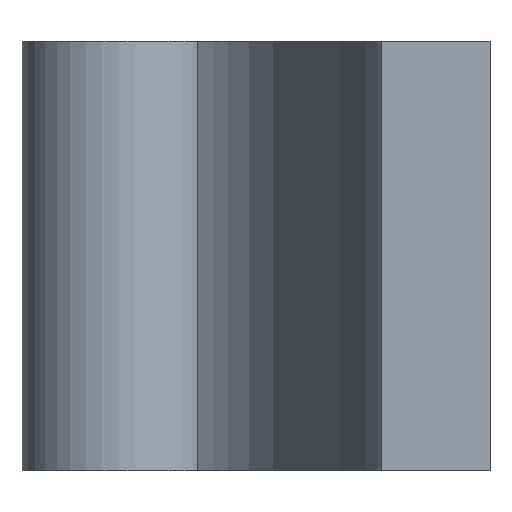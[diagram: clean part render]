
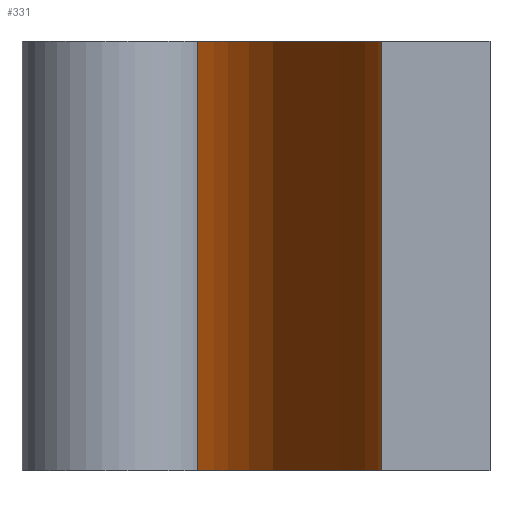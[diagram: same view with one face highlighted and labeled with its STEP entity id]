
A CAD part, left-side view. The second image highlights one B-rep face of the part: STEP entity #331.
In plain terms, the highlighted free-form (B-spline) face has degree [3, 1] with [9, 2] control points.
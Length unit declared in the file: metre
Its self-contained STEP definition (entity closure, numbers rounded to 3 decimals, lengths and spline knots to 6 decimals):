
#11=B_SPLINE_SURFACE_WITH_KNOTS('',3,1,((#640,#641),(#642,#643),(#644,#645),
(#646,#647),(#648,#649),(#650,#651),(#652,#653),(#654,#655),(#656,#657)),
 .SURF_OF_LINEAR_EXTRUSION.,.F.,.F.,.F.,(4,1,1,1,1,1,4),(2,2),(0.,0.25,
0.375,0.5,0.625,0.75,1.),(0.,1.),.UNSPECIFIED.);
#15=B_SPLINE_CURVE_WITH_KNOTS('',3,(#658,#659,#660,#661,#662),
 .UNSPECIFIED.,.F.,.F.,(4,1,4),(0.,0.537602,1.),.UNSPECIFIED.);
#16=B_SPLINE_CURVE_WITH_KNOTS('',3,(#667,#668,#669,#670,#671),
 .UNSPECIFIED.,.F.,.F.,(4,1,4),(0.,0.537602,1.),.UNSPECIFIED.);
#31=LINE('',#665,#51);
#32=LINE('',#673,#52);
#51=VECTOR('',#482,1.);
#52=VECTOR('',#483,1.);
#132=ORIENTED_EDGE('',*,*,#181,.F.);
#133=ORIENTED_EDGE('',*,*,#182,.F.);
#134=ORIENTED_EDGE('',*,*,#183,.T.);
#135=ORIENTED_EDGE('',*,*,#184,.T.);
#181=EDGE_CURVE('',#214,#215,#15,.T.);
#182=EDGE_CURVE('',#216,#214,#31,.T.);
#183=EDGE_CURVE('',#216,#217,#16,.T.);
#184=EDGE_CURVE('',#217,#215,#32,.T.);
#214=VERTEX_POINT('',#663);
#215=VERTEX_POINT('',#664);
#216=VERTEX_POINT('',#666);
#217=VERTEX_POINT('',#672);
#265=EDGE_LOOP('',(#132,#133,#134,#135));
#303=FACE_BOUND('',#265,.T.);
#331=ADVANCED_FACE('',(#303),#11,.T.);
#482=DIRECTION('',(0.,0.,-1.));
#483=DIRECTION('',(0.,0.,-1.));
#640=CARTESIAN_POINT('',(-0.04288,0.018061,0.02));
#641=CARTESIAN_POINT('',(-0.04288,0.018061,0.));
#642=CARTESIAN_POINT('',(-0.040396,0.017546,0.02));
#643=CARTESIAN_POINT('',(-0.040396,0.017546,0.));
#644=CARTESIAN_POINT('',(-0.037217,0.017858,0.02));
#645=CARTESIAN_POINT('',(-0.037217,0.017858,0.));
#646=CARTESIAN_POINT('',(-0.033638,0.019283,0.02));
#647=CARTESIAN_POINT('',(-0.033638,0.019283,0.));
#648=CARTESIAN_POINT('',(-0.031181,0.020582,0.02));
#649=CARTESIAN_POINT('',(-0.031181,0.020582,0.));
#650=CARTESIAN_POINT('',(-0.028823,0.021765,0.02));
#651=CARTESIAN_POINT('',(-0.028823,0.021765,0.));
#652=CARTESIAN_POINT('',(-0.025857,0.023347,0.02));
#653=CARTESIAN_POINT('',(-0.025857,0.023347,0.));
#654=CARTESIAN_POINT('',(-0.023979,0.024994,0.02));
#655=CARTESIAN_POINT('',(-0.023979,0.024994,0.));
#656=CARTESIAN_POINT('',(-0.022994,0.02665,0.02));
#657=CARTESIAN_POINT('',(-0.022994,0.02665,0.));
#658=CARTESIAN_POINT('',(-0.04288,0.018061,0.));
#659=CARTESIAN_POINT('',(-0.037538,0.016954,0.));
#660=CARTESIAN_POINT('',(-0.030735,0.021106,0.));
#661=CARTESIAN_POINT('',(-0.024816,0.023586,0.));
#662=CARTESIAN_POINT('',(-0.022994,0.02665,0.));
#663=CARTESIAN_POINT('',(-0.04288,0.018061,0.));
#664=CARTESIAN_POINT('',(-0.022994,0.02665,0.));
#665=CARTESIAN_POINT('',(-0.04288,0.018061,0.02));
#666=CARTESIAN_POINT('',(-0.04288,0.018061,0.02));
#667=CARTESIAN_POINT('',(-0.04288,0.018061,0.02));
#668=CARTESIAN_POINT('',(-0.037538,0.016954,0.02));
#669=CARTESIAN_POINT('',(-0.030735,0.021106,0.02));
#670=CARTESIAN_POINT('',(-0.024816,0.023586,0.02));
#671=CARTESIAN_POINT('',(-0.022994,0.02665,0.02));
#672=CARTESIAN_POINT('',(-0.022994,0.02665,0.02));
#673=CARTESIAN_POINT('',(-0.022994,0.02665,0.02));
